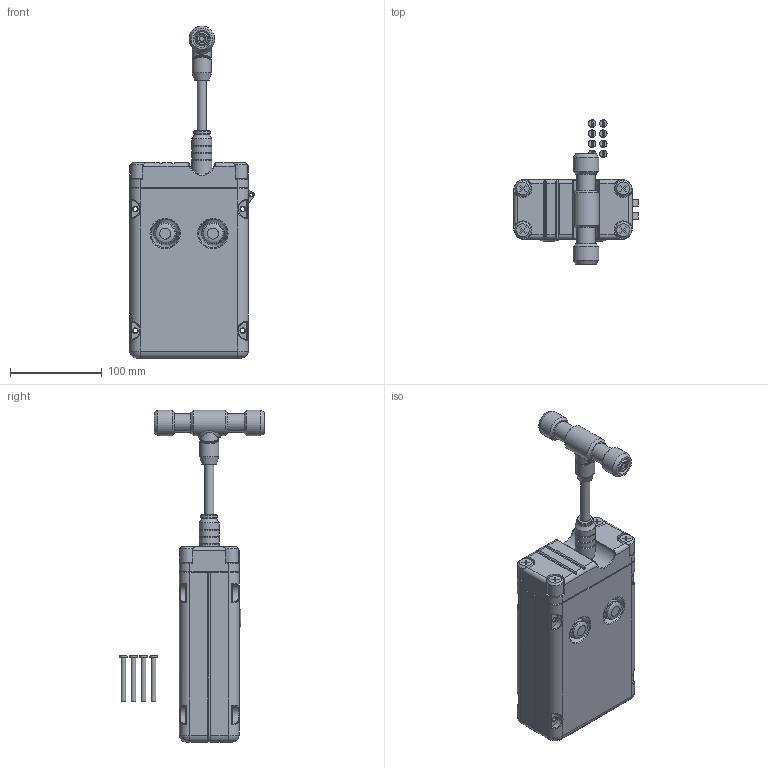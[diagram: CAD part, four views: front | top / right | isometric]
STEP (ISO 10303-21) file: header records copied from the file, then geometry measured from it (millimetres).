
FILE_DESCRIPTION(/* description */ ('STEP AP242','CAx-IF Rec.Pracs.---Representation and Presentation of Product Manufacturing Information (PMI)---4.0---2014-10-13','CAx-IF Rec.Pracs.---3D Tessellated Geometry---0.4---2014-09-14','2;1'),/* implementation_level */ '2;1');
FILE_NAME(/* name */ '68b77ae84db7ce150a295744',/* time_stamp */ '2025-09-02T23:16:58Z',/* author */ (''),/* organization */ (''),/* preprocessor_version */ 'ST-DEVELOPER v20',/* originating_system */ 'ONSHAPE BY PTC INC, 1.203',/* authorisation */ ' ');
FILE_SCHEMA (('AP242_MANAGED_MODEL_BASED_3D_ENGINEERING_MIM_LF { 1 0 10303 442 1 1 4 }'));
Length unit declared in the file: metre
Products named in the file (26): TriggerShaft2; MainTriggerShaft; Back; TriggerEdge2; Front; TriggerBody; Top; ScrewM4; Button; ScrewM3; BrassTube; TriggerEdge1; ScrewM2; ButtonHolder; ScrewF3; ScrewF4; ScrewF2; BrassCap; TopScrew2; TriggerShaft1; TopScrew1; TopScrew4; ScrewM1; TopScrew3; ScrewF1
Bounding box: 135.51 x 157.55 x 361.6 mm (x, y, z)
Volume: 1095234.3 mm3; surface area: 255861.7 mm2
Topology: 26 solids, 26 shells, 773 faces, 1848 edges, 1158 vertices
Faces by surface type: plane 340, cylinder 244, cone 128, bspline 34, torus 19, sphere 8
Full cylindrical faces by diameter (mm): 2.5 x14, 3 x8, 3.4 x10, 3.5 x2, 5 x16, 6 x8, 6.6 x4, 8 x8, 8.5 x1, 10 x3, 11 x1, 13 x2, 15 x1, 16 x3, 17 x1, 17.5 x6, 18 x7, 19.5 x2, 20 x13, 21 x4, 22 x5, 27 x2, 28 x3, 36 x1
Entity records: 24951 total; most frequent: CARTESIAN_POINT 7678, DIRECTION 3519, ORIENTED_EDGE 3024, EDGE_CURVE 1512, AXIS2_PLACEMENT_3D 1403, FACE_BOUND 1146, EDGE_LOOP 1127, VERTEX_POINT 1102
